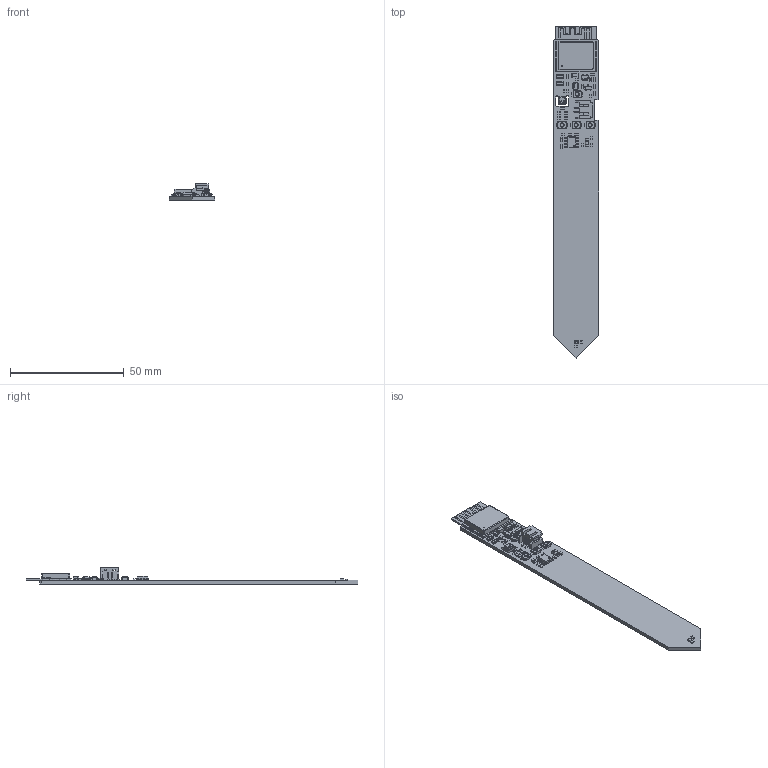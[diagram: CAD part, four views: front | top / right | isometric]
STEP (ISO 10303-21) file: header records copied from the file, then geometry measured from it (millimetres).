
FILE_DESCRIPTION(('KiCad electronic assembly'),'2;1');
FILE_NAME('Soile_Moisture_Sensor_Wireless.step','2024-07-06T17:47:51',( 'Pcbnew'),('Kicad'),'Open CASCADE STEP processor 7.8', 'KiCad to STEP converter','Unknown');
FILE_SCHEMA(('AUTOMOTIVE_DESIGN { 1 0 10303 214 1 1 1 1 }'));
Length unit declared in the file: millimetre
Products named in the file (34): Soile_Moisture_Sensor_Wireless 1; C_0603_1608Metric; R_0603_1608Metric; ALS-PT19-315C_L177_TR8; ALS-PT19-315C(slash)L177(slash)TR8; SW_SPST_B3U-1000P; D_MiniMELF; D_MiniMELF_Standard; SOT-23-3; S2B-PH-SM4-TB(LF)(SN)--3DModel-STEP-56544; S2B-PH-SM4-TB(LF)(SN); SOT-563; SOT_563; SOIC-8_3.9x4.9mm_P1.27mm; SOIC_8_39x49mm_P127mm; YC164-FR-075K6L; YC164-JR-0720KL; LED_0603_1608Metric; SOT-23-6; SOT_23_6; C_1206_3216Metric; ESP32-C3-WROOM-02-N4; SOT-23-5; SOT_23_5; AHT20 Sensor; AHT20 Sensor v0; _autosave-Soile_Moisture_Sensor_Wireless_PCB
Assembly tree (62 placements, depth 3):
  Soile_Moisture_Sensor_Wireless 1
    C_0603_1608Metric  x10
      C_0603_1608Metric
    R_0603_1608Metric  x16
      R_0603_1608Metric
    ALS-PT19-315C_L177_TR8
      ALS-PT19-315C(slash)L177(slash)TR8
    SW_SPST_B3U-1000P  x4
      SW_SPST_B3U-1000P
    D_MiniMELF
      D_MiniMELF_Standard
    SOT-23-3
      SOT-23-3
    S2B-PH-SM4-TB(LF)(SN)--3DModel-STEP-56544
      S2B-PH-SM4-TB(LF)(SN)
    SOT-563
      SOT_563
    SOIC-8_3.9x4.9mm_P1.27mm
      SOIC_8_39x49mm_P127mm
    YC164-FR-075K6L  x2
      YC164-JR-0720KL
    LED_0603_1608Metric  x2
      LED_0603_1608Metric
    SOT-23-6
      SOT_23_6
    C_1206_3216Metric
      C_1206_3216Metric
    ESP32-C3-WROOM-02-N4
      ESP32-C3-WROOM-02-N4
    SOT-23-5
      SOT_23_5
    AHT20 Sensor
      AHT20 Sensor v0
    _autosave-Soile_Moisture_Sensor_Wireless_PCB
Bounding box: 20 x 146.1 x 7.15 mm (x, y, z)
Volume: 4939.9 mm3; surface area: 8497.2 mm2
Topology: 106 solids, 106 shells, 3468 faces, 8944 edges, 5609 vertices
Faces by surface type: plane 1940, bspline 1089, cylinder 433, sphere 4, revolution 2
Full cylindrical faces by diameter (mm): 0.25 x1, 0.6 x1, 1.35 x2, 1.4 x3
Entity records: 65416 total; most frequent: CARTESIAN_POINT 13607, ORIENTED_EDGE 9554, DIRECTION 7562, EDGE_CURVE 4777, LINE 3642, VECTOR 3642, VERTEX_POINT 3052, AXIS2_PLACEMENT_3D 1959
